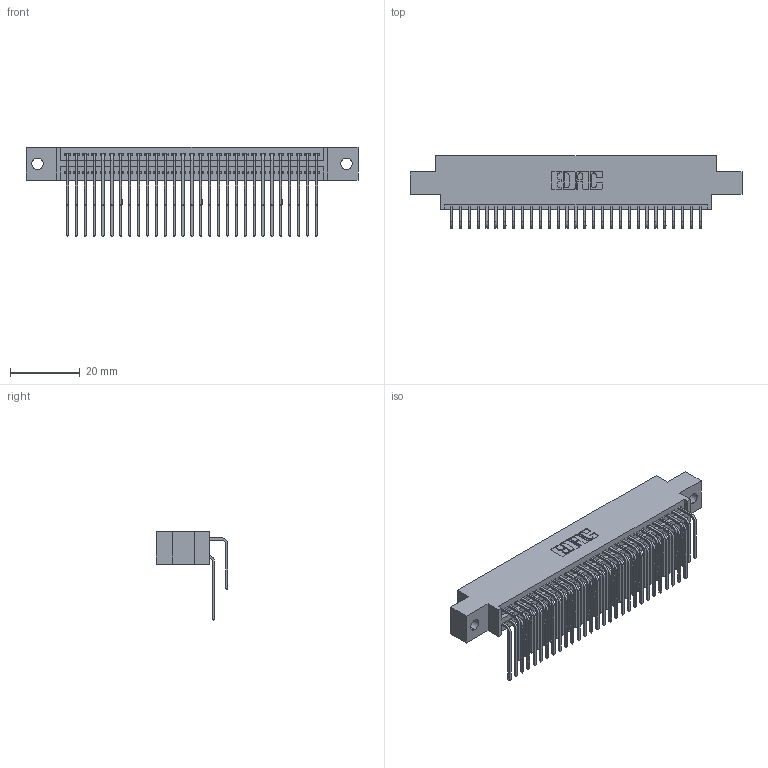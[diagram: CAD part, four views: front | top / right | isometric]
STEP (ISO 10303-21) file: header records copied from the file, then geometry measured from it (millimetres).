
FILE_DESCRIPTION (( 'STEP AP203' ), '1' );
FILE_NAME ('395-058-559-802.STEP', '2018-11-23T06:10:11', ( '' ), ( '' ), 'SwSTEP 2.0', 'SolidWorks 2016', '' );
FILE_SCHEMA (( 'CONFIG_CONTROL_DESIGN' ));
Length unit declared in the file: inch
Products named in the file (4): 345-292-001_558 559 Tail - 1; 345-292-001_559 Tail - 2; 345 Part_0.170 Offset - 0.128 Dia; 395-058-559-802
Assembly tree (59 placements, depth 2):
  395-058-559-802
    345 Part_0.170 Offset - 0.128 Dia
    345-292-001_558 559 Tail - 1  x29
    345-292-001_559 Tail - 2  x29
Bounding box: 94.87 x 20.56 x 25.53 mm (x, y, z)
Volume: 9279.5 mm3; surface area: 14909 mm2
Topology: 59 solids, 59 shells, 3146 faces, 9343 edges, 6150 vertices
Faces by surface type: plane 2114, cylinder 1032
Entity records: 26291 total; most frequent: CARTESIAN_POINT 4467, ORIENTED_EDGE 4350, DIRECTION 3927, EDGE_CURVE 2175, VECTOR 1887, LINE 1887, VERTEX_POINT 1446, AXIS2_PLACEMENT_3D 1020
